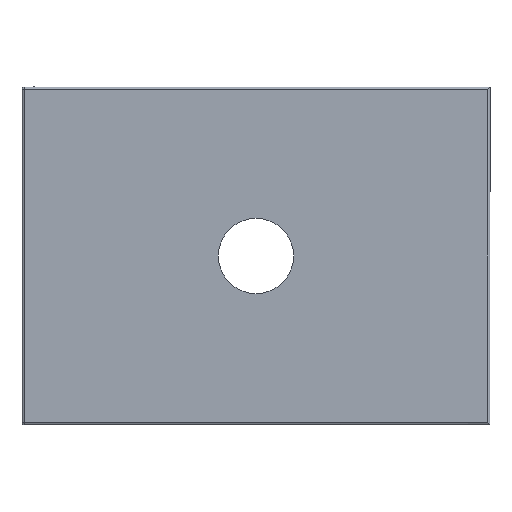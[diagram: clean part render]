
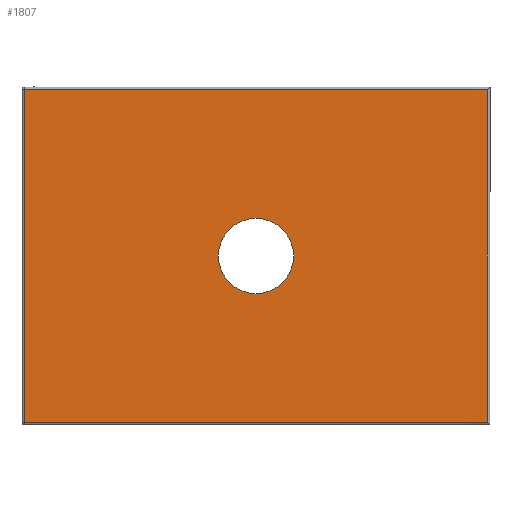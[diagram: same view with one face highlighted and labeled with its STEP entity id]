
A CAD part, front view. The second image highlights one B-rep face of the part: STEP entity #1807.
In plain terms, the highlighted planar face has unit normal (0, -1, 0).
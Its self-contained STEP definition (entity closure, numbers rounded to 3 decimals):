
#3 = EDGE_CURVE ( 'NONE', #102, #144, #1921, .T. ) ;
#14 = VERTEX_POINT ( 'NONE', #243 ) ;
#102 = VERTEX_POINT ( 'NONE', #972 ) ;
#144 = VERTEX_POINT ( 'NONE', #1200 ) ;
#243 = CARTESIAN_POINT ( 'NONE',  ( 0., 0., -2.9 ) ) ;
#311 = EDGE_CURVE ( 'NONE', #490, #14, #1267, .T. ) ;
#358 = DIRECTION ( 'NONE',  ( 0., 0., 1. ) ) ;
#383 = CARTESIAN_POINT ( 'NONE',  ( 17.8, 0., 0. ) ) ;
#440 = VERTEX_POINT ( 'NONE', #1448 ) ;
#459 = AXIS2_PLACEMENT_3D ( 'NONE', #1863, #1677, #1856 ) ;
#490 = VERTEX_POINT ( 'NONE', #1046 ) ;
#563 = DIRECTION ( 'NONE',  ( -1., 0., 0. ) ) ;
#565 = CARTESIAN_POINT ( 'NONE',  ( 0., 0., 0. ) ) ;
#590 = DIRECTION ( 'NONE',  ( 0., 0., -1. ) ) ;
#591 = EDGE_LOOP ( 'NONE', ( #1066, #1197, #2037, #1542 ) ) ;
#699 = LINE ( 'NONE', #1481, #1264 ) ;
#727 = CIRCLE ( 'NONE', #459, 2.9 ) ;
#841 = CARTESIAN_POINT ( 'NONE',  ( 0., 0., 0. ) ) ;
#872 = VECTOR ( 'NONE', #590, 1000. ) ;
#884 = AXIS2_PLACEMENT_3D ( 'NONE', #565, #1567, #1216 ) ;
#912 = CARTESIAN_POINT ( 'NONE',  ( 0., 0., 12.8 ) ) ;
#916 = EDGE_CURVE ( 'NONE', #144, #440, #699, .T. ) ;
#970 = ORIENTED_EDGE ( 'NONE', *, *, #1701, .T. ) ;
#972 = CARTESIAN_POINT ( 'NONE',  ( -17.8, 0., 12.8 ) ) ;
#986 = PLANE ( 'NONE',  #2118 ) ;
#1046 = CARTESIAN_POINT ( 'NONE',  ( 0., 0., 2.9 ) ) ;
#1066 = ORIENTED_EDGE ( 'NONE', *, *, #1241, .T. ) ;
#1144 = DIRECTION ( 'NONE',  ( 0., 0., -1. ) ) ;
#1162 = EDGE_CURVE ( 'NONE', #1169, #102, #1525, .T. ) ;
#1169 = VERTEX_POINT ( 'NONE', #1550 ) ;
#1197 = ORIENTED_EDGE ( 'NONE', *, *, #1162, .T. ) ;
#1200 = CARTESIAN_POINT ( 'NONE',  ( -17.8, 0., -12.8 ) ) ;
#1216 = DIRECTION ( 'NONE',  ( 0., 0., 1. ) ) ;
#1241 = EDGE_CURVE ( 'NONE', #440, #1169, #1673, .T. ) ;
#1264 = VECTOR ( 'NONE', #2163, 1000. ) ;
#1267 = CIRCLE ( 'NONE', #884, 2.9 ) ;
#1377 = EDGE_LOOP ( 'NONE', ( #1953, #970 ) ) ;
#1446 = VECTOR ( 'NONE', #563, 1000. ) ;
#1448 = CARTESIAN_POINT ( 'NONE',  ( 17.8, 0., -12.8 ) ) ;
#1481 = CARTESIAN_POINT ( 'NONE',  ( 0., 0., -12.8 ) ) ;
#1525 = LINE ( 'NONE', #912, #1446 ) ;
#1542 = ORIENTED_EDGE ( 'NONE', *, *, #916, .T. ) ;
#1550 = CARTESIAN_POINT ( 'NONE',  ( 17.8, 0., 12.8 ) ) ;
#1553 = FACE_BOUND ( 'NONE', #1377, .T. ) ;
#1567 = DIRECTION ( 'NONE',  ( 0., 1., 0. ) ) ;
#1673 = LINE ( 'NONE', #383, #1968 ) ;
#1677 = DIRECTION ( 'NONE',  ( 0., 1., 0. ) ) ;
#1701 = EDGE_CURVE ( 'NONE', #14, #490, #727, .T. ) ;
#1807 = ADVANCED_FACE ( 'NONE', ( #2101, #1553 ), #986, .T. ) ;
#1856 = DIRECTION ( 'NONE',  ( 0., 0., 1. ) ) ;
#1863 = CARTESIAN_POINT ( 'NONE',  ( 0., 0., 0. ) ) ;
#1921 = LINE ( 'NONE', #1931, #872 ) ;
#1931 = CARTESIAN_POINT ( 'NONE',  ( -17.8, 0., 0. ) ) ;
#1953 = ORIENTED_EDGE ( 'NONE', *, *, #311, .T. ) ;
#1968 = VECTOR ( 'NONE', #358, 1000. ) ;
#2037 = ORIENTED_EDGE ( 'NONE', *, *, #3, .T. ) ;
#2101 = FACE_OUTER_BOUND ( 'NONE', #591, .T. ) ;
#2118 = AXIS2_PLACEMENT_3D ( 'NONE', #841, #2161, #1144 ) ;
#2161 = DIRECTION ( 'NONE',  ( 0., -1., 0. ) ) ;
#2163 = DIRECTION ( 'NONE',  ( 1., 0., 0. ) ) ;
